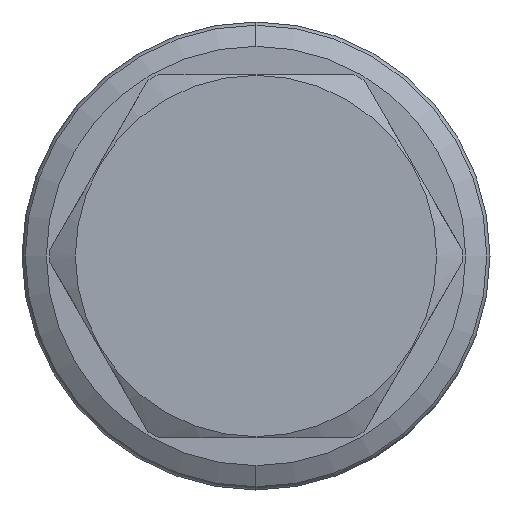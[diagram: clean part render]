
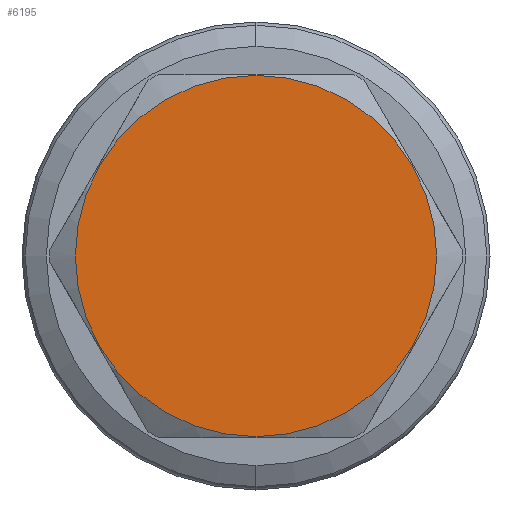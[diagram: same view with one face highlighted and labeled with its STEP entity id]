
A CAD part, left-side view. The second image highlights one B-rep face of the part: STEP entity #6195.
In plain terms, the highlighted planar face has unit normal (-1, 0, 0).
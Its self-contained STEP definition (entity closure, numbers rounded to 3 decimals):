
#182 = CARTESIAN_POINT ( 'NONE',  ( -8., 0., 20.5 ) ) ;
#529 = CARTESIAN_POINT ( 'NONE',  ( -8., 0., 0. ) ) ;
#592 = EDGE_LOOP ( 'NONE', ( #3542, #1487 ) ) ;
#811 = FACE_OUTER_BOUND ( 'NONE', #592, .T. ) ;
#1376 = CARTESIAN_POINT ( 'NONE',  ( -8., 0., 0. ) ) ;
#1487 = ORIENTED_EDGE ( 'NONE', *, *, #1967, .T. ) ;
#1967 = EDGE_CURVE ( 'NONE', #5248, #6662, #8155, .T. ) ;
#2884 = AXIS2_PLACEMENT_3D ( 'NONE', #529, #6310, #4677 ) ;
#3542 = ORIENTED_EDGE ( 'NONE', *, *, #8142, .T. ) ;
#3758 = CIRCLE ( 'NONE', #9596, 20.5 ) ;
#4643 = PLANE ( 'NONE',  #2884 ) ;
#4677 = DIRECTION ( 'NONE',  ( 0., 0., 1. ) ) ;
#4778 = CARTESIAN_POINT ( 'NONE',  ( -8., 0., 0. ) ) ;
#5248 = VERTEX_POINT ( 'NONE', #182 ) ;
#6195 = ADVANCED_FACE ( 'NONE', ( #811 ), #4643, .T. ) ;
#6310 = DIRECTION ( 'NONE',  ( -1., 0., 0. ) ) ;
#6347 = DIRECTION ( 'NONE',  ( 0., 0., 1. ) ) ;
#6415 = DIRECTION ( 'NONE',  ( 0., 0., 1. ) ) ;
#6482 = DIRECTION ( 'NONE',  ( -1., 0., 0. ) ) ;
#6662 = VERTEX_POINT ( 'NONE', #8878 ) ;
#7281 = AXIS2_PLACEMENT_3D ( 'NONE', #4778, #6482, #6415 ) ;
#8142 = EDGE_CURVE ( 'NONE', #6662, #5248, #3758, .T. ) ;
#8155 = CIRCLE ( 'NONE', #7281, 20.5 ) ;
#8878 = CARTESIAN_POINT ( 'NONE',  ( -8., 0., -20.5 ) ) ;
#9596 = AXIS2_PLACEMENT_3D ( 'NONE', #1376, #10436, #6347 ) ;
#10436 = DIRECTION ( 'NONE',  ( -1., 0., 0. ) ) ;
